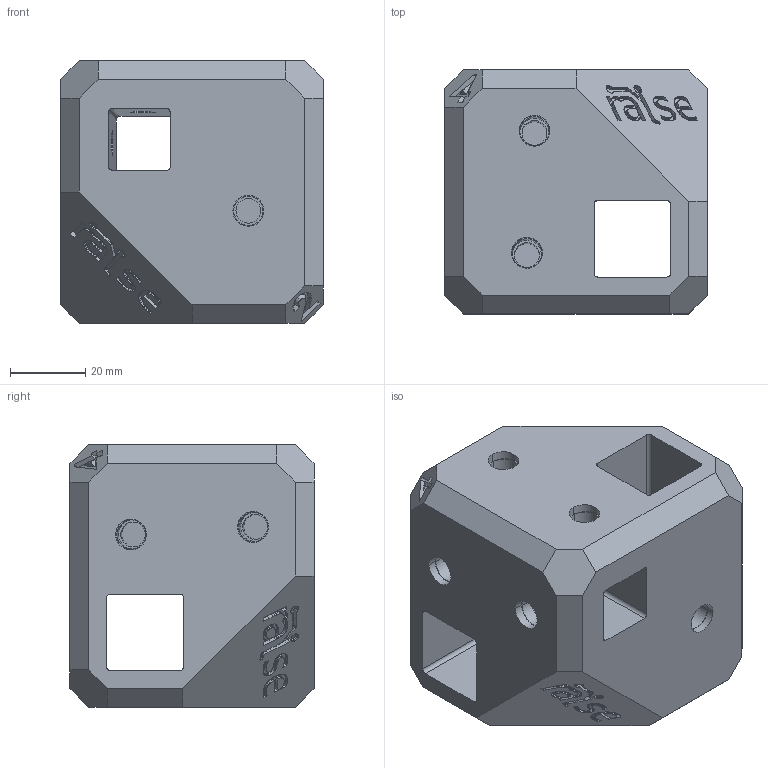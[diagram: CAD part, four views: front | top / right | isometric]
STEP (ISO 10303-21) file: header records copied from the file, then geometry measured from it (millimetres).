
FILE_DESCRIPTION (( 'STEP AP214' ), '1' );
FILE_NAME ('Eckwürfel_rechts_x4.STEP', '2025-06-04T17:34:32', ( '' ), ( '' ), 'SwSTEP 2.0', 'SolidWorks 2025', '' );
FILE_SCHEMA (( 'AUTOMOTIVE_DESIGN' ));
Length unit declared in the file: millimetre
Products named in the file (1): Eckwürfel_rechts_x4
Bounding box: 70 x 65 x 70 mm (x, y, z)
Volume: 203944.9 mm3; surface area: 39769.9 mm2
Topology: 1 solids, 1 shells, 1349 faces, 3939 edges, 2626 vertices
Faces by surface type: cylinder 1094, plane 249, bspline 6
Entity records: 48163 total; most frequent: CARTESIAN_POINT 10260, DIRECTION 8759, ORIENTED_EDGE 7878, EDGE_CURVE 3939, AXIS2_PLACEMENT_3D 3514, VERTEX_POINT 2626, CIRCLE 2170, LINE 1731
